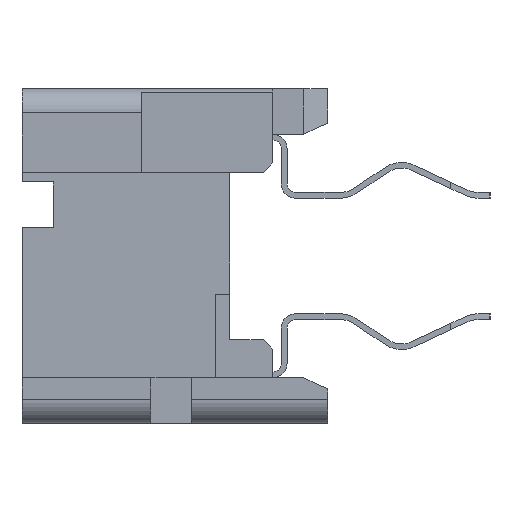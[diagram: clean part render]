
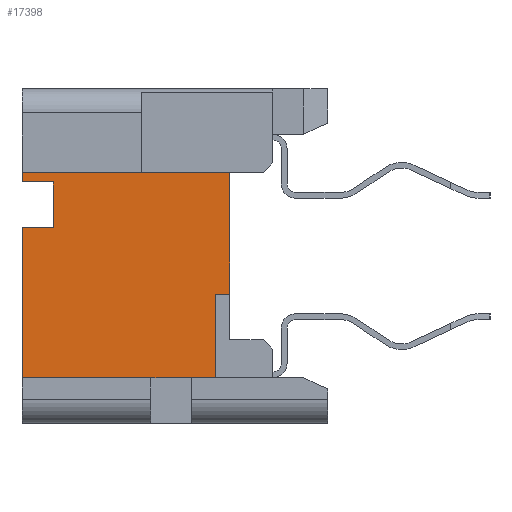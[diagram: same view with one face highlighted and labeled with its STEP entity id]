
A CAD part, left-side view. The second image highlights one B-rep face of the part: STEP entity #17398.
In plain terms, the highlighted planar face has unit normal (-1, 0, 0).
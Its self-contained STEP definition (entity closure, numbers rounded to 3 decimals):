
#863=DIRECTION('',(0.,0.,1.));
#864=VECTOR('',#863,3.15);
#865=CARTESIAN_POINT('',(-9.405,6.4,-2.55));
#866=LINE('',#865,#864);
#1023=DIRECTION('',(0.,0.,1.));
#1024=VECTOR('',#1023,0.2);
#1025=CARTESIAN_POINT('',(-9.405,6.4,1.55));
#1026=LINE('',#1025,#1024);
#1836=DIRECTION('',(0.,1.,0.));
#1837=VECTOR('',#1836,0.3);
#1838=CARTESIAN_POINT('',(-9.405,2.05,-0.8));
#1839=LINE('',#1838,#1837);
#1840=DIRECTION('',(0.,0.,1.));
#1841=VECTOR('',#1840,1.75);
#1842=CARTESIAN_POINT('',(-9.405,2.35,-2.55));
#1843=LINE('',#1842,#1841);
#1844=DIRECTION('',(0.,1.,0.));
#1845=VECTOR('',#1844,0.5);
#1846=CARTESIAN_POINT('',(-9.405,2.35,-2.55));
#1847=LINE('',#1846,#1845);
#1848=DIRECTION('',(0.,1.,0.));
#1849=VECTOR('',#1848,0.85);
#1850=CARTESIAN_POINT('',(-9.405,2.85,-2.55));
#1851=LINE('',#1850,#1849);
#1852=DIRECTION('',(0.,1.,0.));
#1853=VECTOR('',#1852,2.7);
#1854=CARTESIAN_POINT('',(-9.405,3.7,-2.55));
#1855=LINE('',#1854,#1853);
#1856=DIRECTION('',(0.,-1.,0.));
#1857=VECTOR('',#1856,0.65);
#1858=CARTESIAN_POINT('',(-9.405,6.4,0.6));
#1859=LINE('',#1858,#1857);
#1860=DIRECTION('',(0.,0.,-1.));
#1861=VECTOR('',#1860,0.95);
#1862=CARTESIAN_POINT('',(-9.405,5.75,1.55));
#1863=LINE('',#1862,#1861);
#1864=DIRECTION('',(0.,-1.,0.));
#1865=VECTOR('',#1864,0.65);
#1866=CARTESIAN_POINT('',(-9.405,6.4,1.55));
#1867=LINE('',#1866,#1865);
#1868=DIRECTION('',(0.,0.,-1.));
#1869=VECTOR('',#1868,2.55);
#1870=CARTESIAN_POINT('',(-9.405,2.05,1.75));
#1871=LINE('',#1870,#1869);
#2584=DIRECTION('',(0.,1.,0.));
#2585=VECTOR('',#2584,4.35);
#2586=CARTESIAN_POINT('',(-9.405,2.05,1.75));
#2587=LINE('',#2586,#2585);
#12047=CARTESIAN_POINT('',(-9.405,6.4,-2.55));
#12048=VERTEX_POINT('',#12047);
#12049=CARTESIAN_POINT('',(-9.405,6.4,1.75));
#12051=VERTEX_POINT('',#12049);
#12071=CARTESIAN_POINT('',(-9.405,6.4,0.6));
#12073=VERTEX_POINT('',#12071);
#12075=CARTESIAN_POINT('',(-9.405,6.4,1.55));
#12076=CARTESIAN_POINT('',(-9.405,5.75,1.55));
#12077=VERTEX_POINT('',#12075);
#12078=VERTEX_POINT('',#12076);
#12079=CARTESIAN_POINT('',(-9.405,5.75,0.6));
#12080=VERTEX_POINT('',#12079);
#12091=CARTESIAN_POINT('',(-9.405,2.05,1.75));
#12092=VERTEX_POINT('',#12091);
#12225=CARTESIAN_POINT('',(-9.405,2.05,-0.8));
#12226=CARTESIAN_POINT('',(-9.405,2.35,-0.8));
#12227=VERTEX_POINT('',#12225);
#12228=VERTEX_POINT('',#12226);
#12229=CARTESIAN_POINT('',(-9.405,2.35,-2.55));
#12230=VERTEX_POINT('',#12229);
#12233=CARTESIAN_POINT('',(-9.405,2.85,-2.55));
#12234=VERTEX_POINT('',#12233);
#12235=CARTESIAN_POINT('',(-9.405,3.7,-2.55));
#12236=VERTEX_POINT('',#12235);
#17373=CARTESIAN_POINT('',(-9.405,0.,-2.55));
#17374=DIRECTION('',(-1.,0.,0.));
#17375=DIRECTION('',(0.,0.,1.));
#17376=AXIS2_PLACEMENT_3D('',#17373,#17374,#17375);
#17377=PLANE('',#17376);
#17379=ORIENTED_EDGE('',*,*,#17378,.T.);
#17381=ORIENTED_EDGE('',*,*,#17380,.F.);
#17382=ORIENTED_EDGE('',*,*,#17315,.T.);
#17384=ORIENTED_EDGE('',*,*,#17383,.T.);
#17385=ORIENTED_EDGE('',*,*,#17291,.T.);
#17386=ORIENTED_EDGE('',*,*,#16486,.T.);
#17387=ORIENTED_EDGE('',*,*,#16676,.T.);
#17389=ORIENTED_EDGE('',*,*,#17388,.F.);
#17390=ORIENTED_EDGE('',*,*,#16783,.F.);
#17391=ORIENTED_EDGE('',*,*,#16613,.T.);
#17393=ORIENTED_EDGE('',*,*,#17392,.F.);
#17395=ORIENTED_EDGE('',*,*,#17394,.T.);
#17396=EDGE_LOOP('',(#17379,#17381,#17382,#17384,#17385,#17386,#17387,#17389,
#17390,#17391,#17393,#17395));
#17397=FACE_OUTER_BOUND('',#17396,.F.);
#17398=ADVANCED_FACE('',(#17397),#17377,.T.);
#16486=EDGE_CURVE('',#12048,#12073,#866,.T.);
#16613=EDGE_CURVE('',#12077,#12051,#1026,.T.);
#16676=EDGE_CURVE('',#12073,#12080,#1859,.T.);
#16783=EDGE_CURVE('',#12077,#12078,#1867,.T.);
#17291=EDGE_CURVE('',#12236,#12048,#1855,.T.);
#17315=EDGE_CURVE('',#12230,#12234,#1847,.T.);
#17378=EDGE_CURVE('',#12227,#12228,#1839,.T.);
#17380=EDGE_CURVE('',#12230,#12228,#1843,.T.);
#17383=EDGE_CURVE('',#12234,#12236,#1851,.T.);
#17388=EDGE_CURVE('',#12078,#12080,#1863,.T.);
#17392=EDGE_CURVE('',#12092,#12051,#2587,.T.);
#17394=EDGE_CURVE('',#12092,#12227,#1871,.T.);
